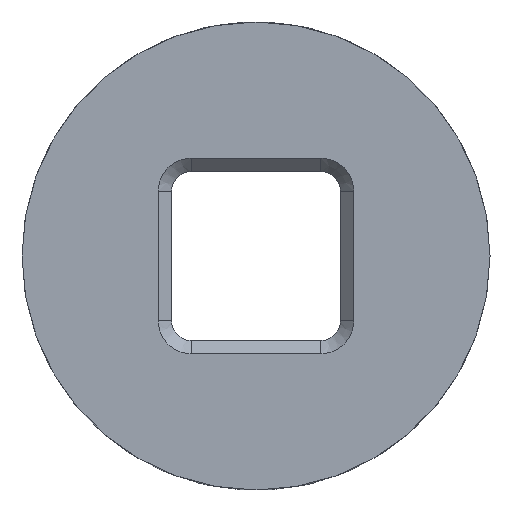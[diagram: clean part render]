
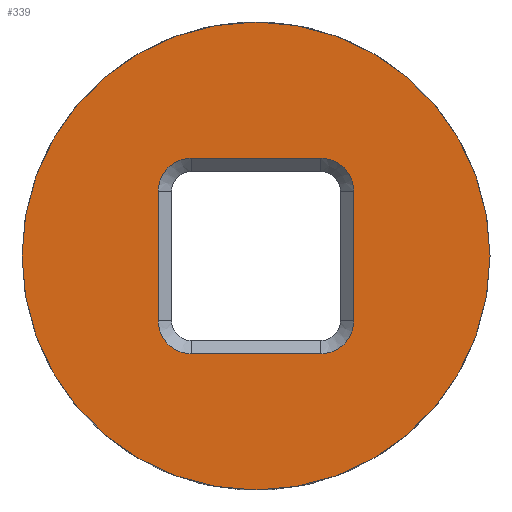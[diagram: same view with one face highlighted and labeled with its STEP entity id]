
A CAD part, top view. The second image highlights one B-rep face of the part: STEP entity #339.
In plain terms, the highlighted planar face has unit normal (0, 0, 1).
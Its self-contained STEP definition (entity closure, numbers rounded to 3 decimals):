
#2 = CIRCLE ( 'NONE', #722, 8.89 ) ;
#4 = VECTOR ( 'NONE', #1609, 1000. ) ;
#14 = AXIS2_PLACEMENT_3D ( 'NONE', #1540, #1217, #1396 ) ;
#32 = CARTESIAN_POINT ( 'NONE',  ( 2.463, -3.713, 5.545 ) ) ;
#105 = CIRCLE ( 'NONE', #1724, 1.25 ) ;
#156 = CARTESIAN_POINT ( 'NONE',  ( 8.89, 0., 5.545 ) ) ;
#161 = ORIENTED_EDGE ( 'NONE', *, *, #1938, .T. ) ;
#167 = EDGE_CURVE ( 'NONE', #808, #1677, #1022, .T. ) ;
#221 = ORIENTED_EDGE ( 'NONE', *, *, #1049, .T. ) ;
#272 = ORIENTED_EDGE ( 'NONE', *, *, #1328, .T. ) ;
#285 = VECTOR ( 'NONE', #312, 1000. ) ;
#301 = CARTESIAN_POINT ( 'NONE',  ( -2.463, -3.713, 5.545 ) ) ;
#309 = DIRECTION ( 'NONE',  ( 0., 0., -1. ) ) ;
#312 = DIRECTION ( 'NONE',  ( -1., 0., 0. ) ) ;
#322 = VERTEX_POINT ( 'NONE', #822 ) ;
#337 = VECTOR ( 'NONE', #599, 1000. ) ;
#339 = ADVANCED_FACE ( 'NONE', ( #460, #806 ), #1620, .T. ) ;
#420 = VERTEX_POINT ( 'NONE', #678 ) ;
#428 = CARTESIAN_POINT ( 'NONE',  ( -3.713, 2.463, 5.545 ) ) ;
#458 = AXIS2_PLACEMENT_3D ( 'NONE', #707, #1713, #883 ) ;
#459 = CARTESIAN_POINT ( 'NONE',  ( -2.463, 3.713, 5.545 ) ) ;
#460 = FACE_BOUND ( 'NONE', #1003, .T. ) ;
#471 = ORIENTED_EDGE ( 'NONE', *, *, #1282, .T. ) ;
#532 = CARTESIAN_POINT ( 'NONE',  ( 2.463, 3.713, 5.545 ) ) ;
#589 = EDGE_CURVE ( 'NONE', #322, #1889, #1746, .T. ) ;
#599 = DIRECTION ( 'NONE',  ( 1., 0., 0. ) ) ;
#642 = CIRCLE ( 'NONE', #643, 1.25 ) ;
#643 = AXIS2_PLACEMENT_3D ( 'NONE', #1162, #1814, #1137 ) ;
#644 = CARTESIAN_POINT ( 'NONE',  ( 3.713, -2.463, 5.545 ) ) ;
#649 = ORIENTED_EDGE ( 'NONE', *, *, #1440, .T. ) ;
#678 = CARTESIAN_POINT ( 'NONE',  ( -3.713, -2.463, 5.545 ) ) ;
#692 = CARTESIAN_POINT ( 'NONE',  ( -3.713, 2.463, 5.545 ) ) ;
#707 = CARTESIAN_POINT ( 'NONE',  ( -2.463, -2.463, 5.545 ) ) ;
#720 = VERTEX_POINT ( 'NONE', #2102 ) ;
#722 = AXIS2_PLACEMENT_3D ( 'NONE', #1803, #1509, #835 ) ;
#737 = AXIS2_PLACEMENT_3D ( 'NONE', #960, #1821, #785 ) ;
#752 = AXIS2_PLACEMENT_3D ( 'NONE', #934, #1458, #1278 ) ;
#785 = DIRECTION ( 'NONE',  ( 1., 0., 0. ) ) ;
#806 = FACE_OUTER_BOUND ( 'NONE', #1910, .T. ) ;
#808 = VERTEX_POINT ( 'NONE', #459 ) ;
#822 = CARTESIAN_POINT ( 'NONE',  ( 3.713, 2.463, 5.545 ) ) ;
#835 = DIRECTION ( 'NONE',  ( 1., 0., 0. ) ) ;
#837 = VERTEX_POINT ( 'NONE', #156 ) ;
#857 = LINE ( 'NONE', #428, #4 ) ;
#868 = ORIENTED_EDGE ( 'NONE', *, *, #167, .T. ) ;
#870 = EDGE_CURVE ( 'NONE', #928, #1006, #1511, .T. ) ;
#883 = DIRECTION ( 'NONE',  ( 1., 0., 0. ) ) ;
#928 = VERTEX_POINT ( 'NONE', #32 ) ;
#934 = CARTESIAN_POINT ( 'NONE',  ( 0., 0., 5.545 ) ) ;
#943 = CARTESIAN_POINT ( 'NONE',  ( 2.463, 3.713, 5.545 ) ) ;
#960 = CARTESIAN_POINT ( 'NONE',  ( 0., 0., 5.545 ) ) ;
#1003 = EDGE_LOOP ( 'NONE', ( #649, #1686, #221, #272, #1863, #868, #1929, #1935 ) ) ;
#1006 = VERTEX_POINT ( 'NONE', #1175 ) ;
#1022 = LINE ( 'NONE', #943, #337 ) ;
#1031 = VERTEX_POINT ( 'NONE', #692 ) ;
#1049 = EDGE_CURVE ( 'NONE', #1006, #420, #1762, .T. ) ;
#1137 = DIRECTION ( 'NONE',  ( 1., 0., 0. ) ) ;
#1162 = CARTESIAN_POINT ( 'NONE',  ( 2.463, -2.463, 5.545 ) ) ;
#1175 = CARTESIAN_POINT ( 'NONE',  ( -2.463, -3.713, 5.545 ) ) ;
#1217 = DIRECTION ( 'NONE',  ( 0., 0., -1. ) ) ;
#1278 = DIRECTION ( 'NONE',  ( 1., 0., 0. ) ) ;
#1282 = EDGE_CURVE ( 'NONE', #720, #837, #1594, .T. ) ;
#1325 = CARTESIAN_POINT ( 'NONE',  ( -2.463, 2.463, 5.545 ) ) ;
#1328 = EDGE_CURVE ( 'NONE', #420, #1031, #857, .T. ) ;
#1396 = DIRECTION ( 'NONE',  ( 1., 0., 0. ) ) ;
#1440 = EDGE_CURVE ( 'NONE', #1889, #928, #642, .T. ) ;
#1458 = DIRECTION ( 'NONE',  ( 0., 0., 1. ) ) ;
#1466 = VECTOR ( 'NONE', #1568, 1000. ) ;
#1478 = EDGE_CURVE ( 'NONE', #1031, #808, #105, .T. ) ;
#1479 = DIRECTION ( 'NONE',  ( 1., 0., 0. ) ) ;
#1509 = DIRECTION ( 'NONE',  ( 0., 0., 1. ) ) ;
#1511 = LINE ( 'NONE', #301, #285 ) ;
#1540 = CARTESIAN_POINT ( 'NONE',  ( 2.463, 2.463, 5.545 ) ) ;
#1568 = DIRECTION ( 'NONE',  ( 0., -1., 0. ) ) ;
#1594 = CIRCLE ( 'NONE', #752, 8.89 ) ;
#1609 = DIRECTION ( 'NONE',  ( 0., 1., 0. ) ) ;
#1620 = PLANE ( 'NONE',  #737 ) ;
#1654 = EDGE_CURVE ( 'NONE', #1677, #322, #2079, .T. ) ;
#1677 = VERTEX_POINT ( 'NONE', #532 ) ;
#1686 = ORIENTED_EDGE ( 'NONE', *, *, #870, .T. ) ;
#1713 = DIRECTION ( 'NONE',  ( 0., 0., -1. ) ) ;
#1724 = AXIS2_PLACEMENT_3D ( 'NONE', #1325, #309, #1479 ) ;
#1746 = LINE ( 'NONE', #2078, #1466 ) ;
#1762 = CIRCLE ( 'NONE', #458, 1.25 ) ;
#1803 = CARTESIAN_POINT ( 'NONE',  ( 0., 0., 5.545 ) ) ;
#1814 = DIRECTION ( 'NONE',  ( 0., 0., -1. ) ) ;
#1821 = DIRECTION ( 'NONE',  ( 0., 0., 1. ) ) ;
#1863 = ORIENTED_EDGE ( 'NONE', *, *, #1478, .T. ) ;
#1889 = VERTEX_POINT ( 'NONE', #644 ) ;
#1910 = EDGE_LOOP ( 'NONE', ( #471, #161 ) ) ;
#1929 = ORIENTED_EDGE ( 'NONE', *, *, #1654, .T. ) ;
#1935 = ORIENTED_EDGE ( 'NONE', *, *, #589, .T. ) ;
#1938 = EDGE_CURVE ( 'NONE', #837, #720, #2, .T. ) ;
#2078 = CARTESIAN_POINT ( 'NONE',  ( 3.713, -2.463, 5.545 ) ) ;
#2079 = CIRCLE ( 'NONE', #14, 1.25 ) ;
#2102 = CARTESIAN_POINT ( 'NONE',  ( -8.89, 0., 5.545 ) ) ;
